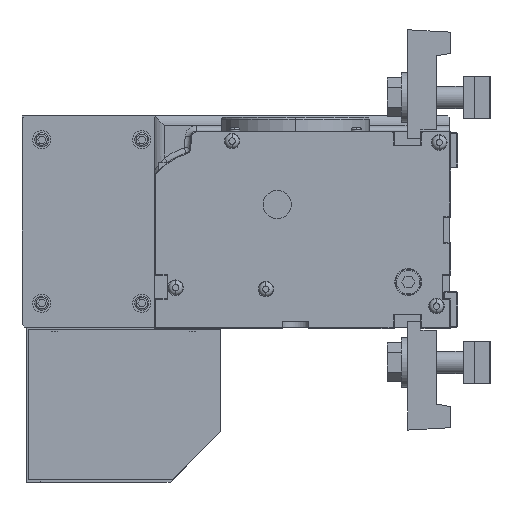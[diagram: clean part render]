
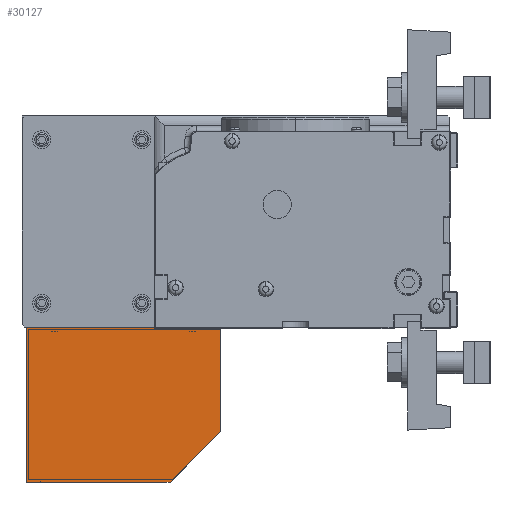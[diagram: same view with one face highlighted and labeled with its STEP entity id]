
A CAD part, left-side view. The second image highlights one B-rep face of the part: STEP entity #30127.
In plain terms, the highlighted planar face has unit normal (-1, 0, 0).
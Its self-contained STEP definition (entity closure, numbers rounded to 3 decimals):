
#30127 = ADVANCED_FACE ( 'NONE', ( #35076 ), #40174, .T. ) ;
#35076 = FACE_OUTER_BOUND ( 'NONE', #62953, .T. ) ;
#37822 = AXIS2_PLACEMENT_3D ( 'NONE', #40176, #40186, #40188 ) ;
#40174 = PLANE ( 'NONE',  #37822 ) ;
#40176 = CARTESIAN_POINT ( 'NONE',  ( 261.5, 191., -128. ) ) ;
#40186 = DIRECTION ( 'NONE',  ( -1., 0., 0. ) ) ;
#40188 = DIRECTION ( 'NONE',  ( 0., 0., 1. ) ) ;
#51159 = EDGE_CURVE ( 'NONE', #72599, #72594, #59417, .T. ) ;
#51162 = EDGE_CURVE ( 'NONE', #72594, #72600, #59457, .T. ) ;
#52019 = EDGE_CURVE ( 'NONE', #72773, #72774, #60089, .T. ) ;
#52025 = EDGE_CURVE ( 'NONE', #72600, #72773, #60124, .T. ) ;
#52061 = EDGE_CURVE ( 'NONE', #72791, #72599, #60212, .T. ) ;
#52067 = EDGE_CURVE ( 'NONE', #72781, #72791, #60196, .T. ) ;
#52069 = EDGE_CURVE ( 'NONE', #72781, #72788, #60226, .T. ) ;
#52070 = EDGE_CURVE ( 'NONE', #72788, #72794, #60222, .T. ) ;
#52073 = EDGE_CURVE ( 'NONE', #72794, #72774, #60234, .T. ) ;
#57873 = CARTESIAN_POINT ( 'NONE',  ( 261.5, 89., -238. ) ) ;
#57940 = DIRECTION ( 'NONE',  ( 0., 0.707, -0.707 ) ) ;
#57944 = CARTESIAN_POINT ( 'NONE',  ( 261.5, 89., -238. ) ) ;
#57947 = DIRECTION ( 'NONE',  ( 0., 1., 0. ) ) ;
#59417 = LINE ( 'NONE', #57873, #59459 ) ;
#59457 = LINE ( 'NONE', #57944, #59463 ) ;
#59459 = VECTOR ( 'NONE', #57940, 1000. ) ;
#59463 = VECTOR ( 'NONE', #57947, 1000. ) ;
#60089 = LINE ( 'NONE', #63342, #60115 ) ;
#60115 = VECTOR ( 'NONE', #63337, 1000. ) ;
#60124 = LINE ( 'NONE', #63350, #60132 ) ;
#60132 = VECTOR ( 'NONE', #63351, 1000. ) ;
#60196 = LINE ( 'NONE', #63359, #60228 ) ;
#60212 = LINE ( 'NONE', #63388, #60217 ) ;
#60217 = VECTOR ( 'NONE', #63389, 1000. ) ;
#60222 = LINE ( 'NONE', #63377, #60235 ) ;
#60226 = LINE ( 'NONE', #63396, #60233 ) ;
#60228 = VECTOR ( 'NONE', #63395, 1000. ) ;
#60233 = VECTOR ( 'NONE', #63398, 1000. ) ;
#60234 = LINE ( 'NONE', #63400, #60238 ) ;
#60235 = VECTOR ( 'NONE', #63399, 1000. ) ;
#60238 = VECTOR ( 'NONE', #63401, 1000. ) ;
#62953 = EDGE_LOOP ( 'NONE', ( #68404, #68405, #68406, #68407, #68408, #68409, #68410, #68411, #68412 ) ) ;
#63337 = DIRECTION ( 'NONE',  ( 0., -1., 0. ) ) ;
#63342 = CARTESIAN_POINT ( 'NONE',  ( 261.5, 53., -128. ) ) ;
#63350 = CARTESIAN_POINT ( 'NONE',  ( 261.5, 191., -128. ) ) ;
#63351 = DIRECTION ( 'NONE',  ( 0., 0., 1. ) ) ;
#63359 = CARTESIAN_POINT ( 'NONE',  ( 261.5, 53., -128. ) ) ;
#63377 = CARTESIAN_POINT ( 'NONE',  ( 261.5, 191., -122. ) ) ;
#63388 = CARTESIAN_POINT ( 'NONE',  ( 261.5, 53., -128. ) ) ;
#63389 = DIRECTION ( 'NONE',  ( 0., 0., -1. ) ) ;
#63395 = DIRECTION ( 'NONE',  ( 0., -1., 0. ) ) ;
#63396 = CARTESIAN_POINT ( 'NONE',  ( 261.5, 55., -128. ) ) ;
#63398 = DIRECTION ( 'NONE',  ( 0., 0., 1. ) ) ;
#63399 = DIRECTION ( 'NONE',  ( 0., 1., 0. ) ) ;
#63400 = CARTESIAN_POINT ( 'NONE',  ( 261.5, 189., -128. ) ) ;
#63401 = DIRECTION ( 'NONE',  ( 0., 0., -1. ) ) ;
#68404 = ORIENTED_EDGE ( 'NONE', *, *, #52019, .F. ) ;
#68405 = ORIENTED_EDGE ( 'NONE', *, *, #52025, .F. ) ;
#68406 = ORIENTED_EDGE ( 'NONE', *, *, #51162, .F. ) ;
#68407 = ORIENTED_EDGE ( 'NONE', *, *, #51159, .F. ) ;
#68408 = ORIENTED_EDGE ( 'NONE', *, *, #52061, .F. ) ;
#68409 = ORIENTED_EDGE ( 'NONE', *, *, #52067, .F. ) ;
#68410 = ORIENTED_EDGE ( 'NONE', *, *, #52069, .T. ) ;
#68411 = ORIENTED_EDGE ( 'NONE', *, *, #52070, .T. ) ;
#68412 = ORIENTED_EDGE ( 'NONE', *, *, #52073, .T. ) ;
#72594 = VERTEX_POINT ( 'NONE', #90392 ) ;
#72599 = VERTEX_POINT ( 'NONE', #90391 ) ;
#72600 = VERTEX_POINT ( 'NONE', #90396 ) ;
#72773 = VERTEX_POINT ( 'NONE', #90473 ) ;
#72774 = VERTEX_POINT ( 'NONE', #90474 ) ;
#72781 = VERTEX_POINT ( 'NONE', #90481 ) ;
#72788 = VERTEX_POINT ( 'NONE', #90488 ) ;
#72791 = VERTEX_POINT ( 'NONE', #90491 ) ;
#72794 = VERTEX_POINT ( 'NONE', #90494 ) ;
#90391 = CARTESIAN_POINT ( 'NONE',  ( 261.5, 53., -202. ) ) ;
#90392 = CARTESIAN_POINT ( 'NONE',  ( 261.5, 89., -238. ) ) ;
#90396 = CARTESIAN_POINT ( 'NONE',  ( 261.5, 191., -238. ) ) ;
#90473 = CARTESIAN_POINT ( 'NONE',  ( 261.5, 191., -128. ) ) ;
#90474 = CARTESIAN_POINT ( 'NONE',  ( 261.5, 189., -128. ) ) ;
#90481 = CARTESIAN_POINT ( 'NONE',  ( 261.5, 55., -128. ) ) ;
#90488 = CARTESIAN_POINT ( 'NONE',  ( 261.5, 55., -122. ) ) ;
#90491 = CARTESIAN_POINT ( 'NONE',  ( 261.5, 53., -128. ) ) ;
#90494 = CARTESIAN_POINT ( 'NONE',  ( 261.5, 189., -122. ) ) ;
